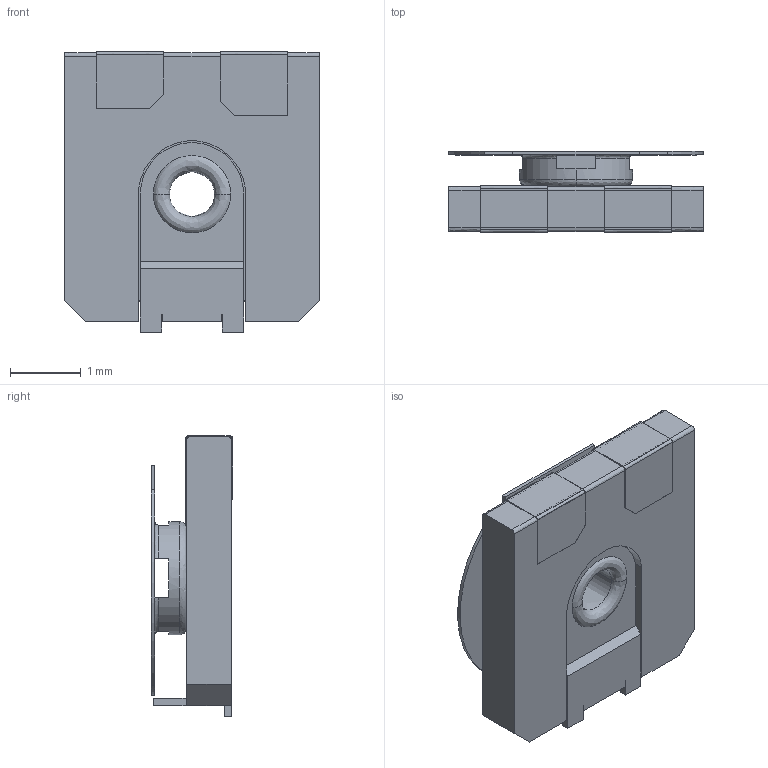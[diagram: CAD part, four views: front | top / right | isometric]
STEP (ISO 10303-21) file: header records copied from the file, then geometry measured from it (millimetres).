
FILE_DESCRIPTION((''),'2;1');
FILE_NAME('TC-33X-1_ASM','2012-04-16T',('minhn'),('Bourns, Inc.'),'PRO/ENGINEER BY PARAMETRIC TECHNOLOGY CORPORATION, 2001200','PRO/ENGINEER BY PARAMETRIC TECHNOLOGY CORPORATION, 2001200','');
FILE_SCHEMA(('AUTOMOTIVE_DESIGN_CC2 { 1 2 10303 214 -1 1 5 2 }'));
Products named in the file (3): TC33_SUBST1; TC-33X-1_SUBSTR_ASM; TC-33X-1_ASM
Assembly tree (2 placements, depth 3):
  TC-33X-1_ASM
    TC-33X-1_SUBSTR_ASM
      TC33_SUBST1
Bounding box: 3.6 x 1.15 x 3.96 mm (x, y, z)
Volume: 8.6 mm3; surface area: 64.6 mm2
Topology: 1 solids, 1 shells, 122 faces, 362 edges, 234 vertices
Faces by surface type: bspline 122
Entity records: 3888 total; most frequent: CARTESIAN_POINT 1470, ORIENTED_EDGE 724, EDGE_CURVE 362, LINE 260, VERTEX_POINT 234, EDGE_LOOP 128, FACE_OUTER_BOUND 122, ADVANCED_FACE 122
